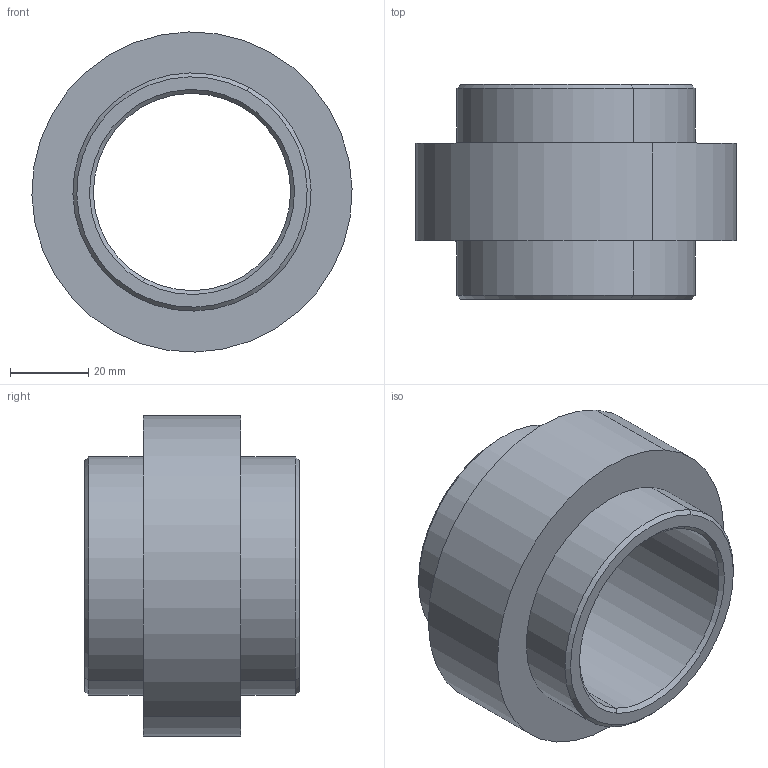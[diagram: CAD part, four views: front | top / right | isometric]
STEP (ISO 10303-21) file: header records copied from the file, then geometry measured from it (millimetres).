
FILE_DESCRIPTION(('CATIA V5 STEP Exchange'),'2;1');
FILE_NAME('calle ressort.stp','2024-02-25T10:10:46+00:00',('none'),('none'),'CATIA Version 5 Release 19 SP 2 (IN-10)','CATIA V5 STEP AP203','none');
FILE_SCHEMA(('CONFIG_CONTROL_DESIGN'));
Length unit declared in the file: millimetre
Products named in the file (1): Part1
Bounding box: 81.98 x 55 x 81.98 mm (x, y, z)
Volume: 109186.2 mm3; surface area: 27060.9 mm2
Topology: 1 solids, 1 shells, 20 faces, 40 edges, 24 vertices
Faces by surface type: cylinder 8, cone 8, plane 4
Entity records: 521 total; most frequent: CARTESIAN_POINT 80, ORIENTED_EDGE 80, DIRECTION 70, AXIS2_PLACEMENT_3D 40, EDGE_CURVE 40, CIRCLE 24, EDGE_LOOP 24, VERTEX_POINT 24
